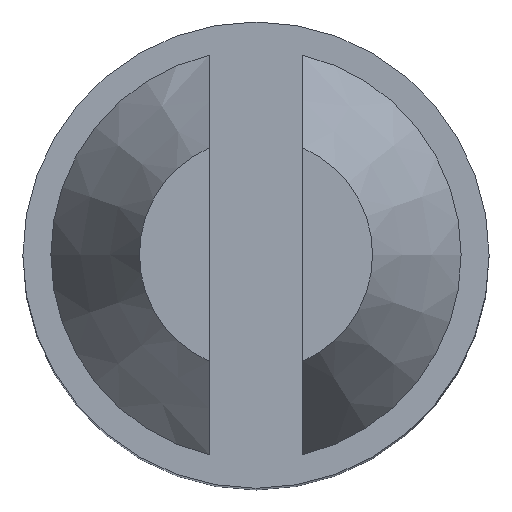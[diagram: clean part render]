
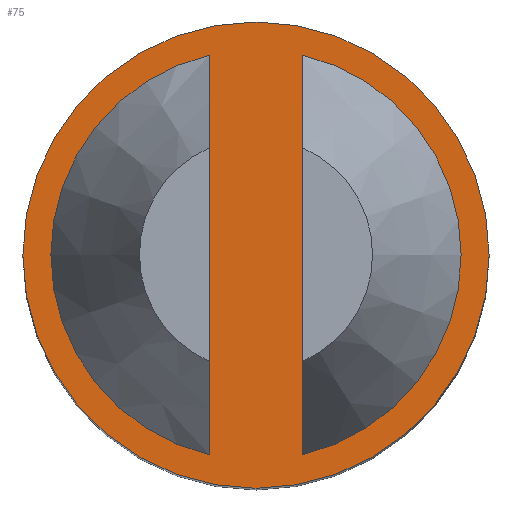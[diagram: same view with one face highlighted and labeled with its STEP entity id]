
A CAD part, top view. The second image highlights one B-rep face of the part: STEP entity #75.
In plain terms, the highlighted planar face has unit normal (0, 0, 1).
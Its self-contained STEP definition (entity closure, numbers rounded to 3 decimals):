
#75 = ADVANCED_FACE( '', ( #150, #151, #152 ), #153, .F. );
#150 = FACE_BOUND( '', #225, .T. );
#151 = FACE_BOUND( '', #226, .T. );
#152 = FACE_OUTER_BOUND( '', #227, .T. );
#153 = PLANE( '', #228 );
#225 = EDGE_LOOP( '', ( #372, #373 ) );
#226 = EDGE_LOOP( '', ( #374, #375 ) );
#227 = EDGE_LOOP( '', ( #376 ) );
#228 = AXIS2_PLACEMENT_3D( '', #377, #378, #379 );
#372 = ORIENTED_EDGE( '', *, *, #461, .T. );
#373 = ORIENTED_EDGE( '', *, *, #478, .T. );
#374 = ORIENTED_EDGE( '', *, *, #466, .T. );
#375 = ORIENTED_EDGE( '', *, *, #443, .F. );
#376 = ORIENTED_EDGE( '', *, *, #476, .F. );
#377 = CARTESIAN_POINT( '', ( -2., 0., 5.25 ) );
#378 = DIRECTION( '', ( 0., 0., -1. ) );
#379 = DIRECTION( '', ( -1., 0., 0. ) );
#443 = EDGE_CURVE( '', #524, #526, #527, .T. );
#461 = EDGE_CURVE( '', #552, #550, #553, .T. );
#466 = EDGE_CURVE( '', #524, #526, #559, .T. );
#476 = EDGE_CURVE( '', #570, #570, #571, .T. );
#478 = EDGE_CURVE( '', #550, #552, #573, .T. );
#524 = VERTEX_POINT( '', #640 );
#526 = VERTEX_POINT( '', #643 );
#527 = LINE( '', #644, #645 );
#550 = VERTEX_POINT( '', #695 );
#552 = VERTEX_POINT( '', #698 );
#553 = LINE( '', #699, #700 );
#559 = CIRCLE( '', #711, 2. );
#570 = VERTEX_POINT( '', #729 );
#571 = CIRCLE( '', #730, 2.5 );
#573 = CIRCLE( '', #732, 2. );
#640 = CARTESIAN_POINT( '', ( -0.5, -1.936, 5.25 ) );
#643 = CARTESIAN_POINT( '', ( -0.5, 1.936, 5.25 ) );
#644 = CARTESIAN_POINT( '', ( -0.5, -2.5, 5.25 ) );
#645 = VECTOR( '', #769, 1000. );
#695 = CARTESIAN_POINT( '', ( 0.5, 1.936, 5.25 ) );
#698 = CARTESIAN_POINT( '', ( 0.5, -1.936, 5.25 ) );
#699 = CARTESIAN_POINT( '', ( 0.5, -2.5, 5.25 ) );
#700 = VECTOR( '', #783, 1000. );
#711 = AXIS2_PLACEMENT_3D( '', #786, #787, #788 );
#729 = CARTESIAN_POINT( '', ( -2.5, 0., 5.25 ) );
#730 = AXIS2_PLACEMENT_3D( '', #796, #797, #798 );
#732 = AXIS2_PLACEMENT_3D( '', #799, #800, #801 );
#769 = DIRECTION( '', ( 0., 1., 0. ) );
#783 = DIRECTION( '', ( 0., 1., 0. ) );
#786 = CARTESIAN_POINT( '', ( 0., 0., 5.25 ) );
#787 = DIRECTION( '', ( 0., 0., -1. ) );
#788 = DIRECTION( '', ( -1., 0., 0. ) );
#796 = CARTESIAN_POINT( '', ( 0., 0., 5.25 ) );
#797 = DIRECTION( '', ( 0., 0., -1. ) );
#798 = DIRECTION( '', ( -1., 0., 0. ) );
#799 = CARTESIAN_POINT( '', ( 0., 0., 5.25 ) );
#800 = DIRECTION( '', ( 0., 0., -1. ) );
#801 = DIRECTION( '', ( -1., 0., 0. ) );
